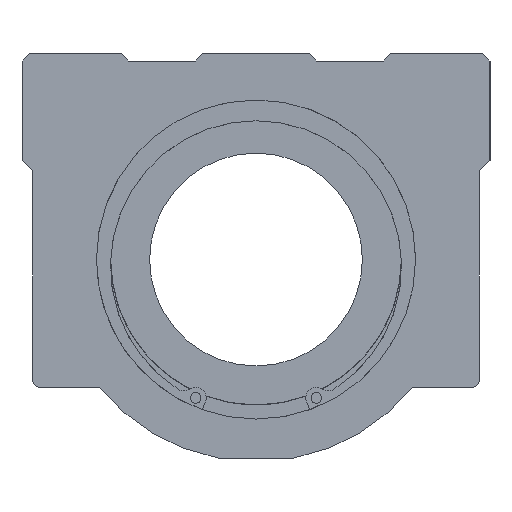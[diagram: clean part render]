
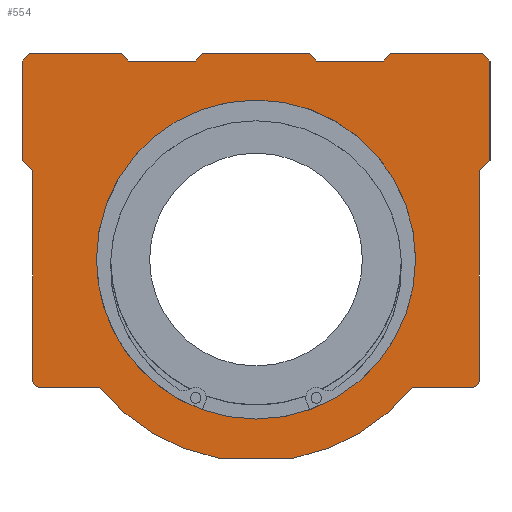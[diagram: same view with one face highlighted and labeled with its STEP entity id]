
A CAD part, left-side view. The second image highlights one B-rep face of the part: STEP entity #554.
In plain terms, the highlighted planar face has unit normal (-1, 0, 0).
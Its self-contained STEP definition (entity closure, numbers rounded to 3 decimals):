
#470=CIRCLE('',#4624,45.);
#475=CIRCLE('',#4639,2.);
#482=CIRCLE('',#4649,2.);
#483=CIRCLE('',#4651,57.);
#484=CIRCLE('',#4652,57.);
#554=ADVANCED_FACE('',(#970,#971),#794,.F.);
#794=PLANE('',#4653);
#970=FACE_BOUND('',#1119,.T.);
#971=FACE_BOUND('',#1120,.T.);
#1119=EDGE_LOOP('',(#2375,#2376,#2377,#2378,#2379,#2380,#2381,#2382,#2383,
#2384,#2385,#2386,#2387,#2388,#2389,#2390,#2391,#2392,#2393,#2394,#2395,
#2396,#2397,#2398));
#1120=EDGE_LOOP('',(#2399));
#1384=LINE('',#6004,#1690);
#1421=LINE('',#6423,#1727);
#1444=LINE('',#6617,#1750);
#1446=LINE('',#6624,#1752);
#1473=LINE('',#6798,#1779);
#1479=LINE('',#6812,#1785);
#1482=LINE('',#6817,#1788);
#1485=LINE('',#6823,#1791);
#1486=LINE('',#6825,#1792);
#1492=LINE('',#6845,#1798);
#1503=LINE('',#6875,#1809);
#1504=LINE('',#6878,#1810);
#1505=LINE('',#6880,#1811);
#1506=LINE('',#6882,#1812);
#1507=LINE('',#6883,#1813);
#1508=LINE('',#6884,#1814);
#1509=LINE('',#6886,#1815);
#1510=LINE('',#6888,#1816);
#1511=LINE('',#6890,#1817);
#1512=LINE('',#6892,#1818);
#1690=VECTOR('',#4842,1.);
#1727=VECTOR('',#4881,1.);
#1750=VECTOR('',#4910,1.);
#1752=VECTOR('',#4916,1.);
#1779=VECTOR('',#5125,1.);
#1785=VECTOR('',#5133,1.);
#1788=VECTOR('',#5138,1.);
#1791=VECTOR('',#5143,1.);
#1792=VECTOR('',#5146,1.);
#1798=VECTOR('',#5164,1.);
#1809=VECTOR('',#5193,1.);
#1810=VECTOR('',#5196,1.);
#1811=VECTOR('',#5197,1.);
#1812=VECTOR('',#5198,1.);
#1813=VECTOR('',#5199,1.);
#1814=VECTOR('',#5200,1.);
#1815=VECTOR('',#5201,1.);
#1816=VECTOR('',#5202,1.);
#1817=VECTOR('',#5203,1.);
#1818=VECTOR('',#5204,1.);
#2375=ORIENTED_EDGE('',*,*,#3895,.F.);
#2376=ORIENTED_EDGE('',*,*,#3900,.F.);
#2377=ORIENTED_EDGE('',*,*,#3916,.F.);
#2378=ORIENTED_EDGE('',*,*,#3917,.F.);
#2379=ORIENTED_EDGE('',*,*,#3918,.F.);
#2380=ORIENTED_EDGE('',*,*,#3795,.F.);
#2381=ORIENTED_EDGE('',*,*,#3915,.F.);
#2382=ORIENTED_EDGE('',*,*,#3695,.F.);
#2383=ORIENTED_EDGE('',*,*,#3919,.F.);
#2384=ORIENTED_EDGE('',*,*,#3920,.F.);
#2385=ORIENTED_EDGE('',*,*,#3921,.F.);
#2386=ORIENTED_EDGE('',*,*,#3792,.F.);
#2387=ORIENTED_EDGE('',*,*,#3922,.F.);
#2388=ORIENTED_EDGE('',*,*,#3890,.F.);
#2389=ORIENTED_EDGE('',*,*,#3883,.F.);
#2390=ORIENTED_EDGE('',*,*,#3886,.F.);
#2391=ORIENTED_EDGE('',*,*,#3877,.F.);
#2392=ORIENTED_EDGE('',*,*,#3889,.F.);
#2393=ORIENTED_EDGE('',*,*,#3923,.F.);
#2394=ORIENTED_EDGE('',*,*,#3924,.F.);
#2395=ORIENTED_EDGE('',*,*,#3925,.F.);
#2396=ORIENTED_EDGE('',*,*,#3926,.F.);
#2397=ORIENTED_EDGE('',*,*,#3927,.F.);
#2398=ORIENTED_EDGE('',*,*,#3758,.F.);
#2399=ORIENTED_EDGE('',*,*,#3873,.T.);
#3283=VERTEX_POINT('',#5999);
#3285=VERTEX_POINT('',#6003);
#3347=VERTEX_POINT('',#6421);
#3349=VERTEX_POINT('',#6424);
#3380=VERTEX_POINT('',#6612);
#3382=VERTEX_POINT('',#6616);
#3384=VERTEX_POINT('',#6622);
#3386=VERTEX_POINT('',#6625);
#3441=VERTEX_POINT('',#6789);
#3442=VERTEX_POINT('',#6799);
#3443=VERTEX_POINT('',#6800);
#3448=VERTEX_POINT('',#6811);
#3449=VERTEX_POINT('',#6813);
#3451=VERTEX_POINT('',#6822);
#3452=VERTEX_POINT('',#6826);
#3455=VERTEX_POINT('',#6834);
#3459=VERTEX_POINT('',#6844);
#3469=VERTEX_POINT('',#6874);
#3470=VERTEX_POINT('',#6876);
#3471=VERTEX_POINT('',#6879);
#3472=VERTEX_POINT('',#6881);
#3473=VERTEX_POINT('',#6885);
#3474=VERTEX_POINT('',#6887);
#3475=VERTEX_POINT('',#6889);
#3476=VERTEX_POINT('',#6891);
#3695=EDGE_CURVE('',#3285,#3283,#1384,.T.);
#3758=EDGE_CURVE('',#3347,#3349,#1421,.T.);
#3792=EDGE_CURVE('',#3382,#3380,#1444,.T.);
#3795=EDGE_CURVE('',#3384,#3386,#1446,.T.);
#3873=EDGE_CURVE('',#3441,#3441,#470,.T.);
#3877=EDGE_CURVE('',#3442,#3443,#1473,.T.);
#3883=EDGE_CURVE('',#3448,#3449,#1479,.T.);
#3886=EDGE_CURVE('',#3443,#3448,#1482,.T.);
#3889=EDGE_CURVE('',#3451,#3442,#1485,.T.);
#3890=EDGE_CURVE('',#3449,#3452,#1486,.T.);
#3895=EDGE_CURVE('',#3455,#3347,#475,.T.);
#3900=EDGE_CURVE('',#3459,#3455,#1492,.T.);
#3915=EDGE_CURVE('',#3283,#3384,#482,.T.);
#3916=EDGE_CURVE('',#3469,#3459,#483,.T.);
#3917=EDGE_CURVE('',#3470,#3469,#1503,.T.);
#3918=EDGE_CURVE('',#3386,#3470,#484,.T.);
#3919=EDGE_CURVE('',#3471,#3285,#1504,.T.);
#3920=EDGE_CURVE('',#3472,#3471,#1505,.T.);
#3921=EDGE_CURVE('',#3380,#3472,#1506,.T.);
#3922=EDGE_CURVE('',#3452,#3382,#1507,.T.);
#3923=EDGE_CURVE('',#3473,#3451,#1508,.T.);
#3924=EDGE_CURVE('',#3474,#3473,#1509,.T.);
#3925=EDGE_CURVE('',#3475,#3474,#1510,.T.);
#3926=EDGE_CURVE('',#3476,#3475,#1511,.T.);
#3927=EDGE_CURVE('',#3349,#3476,#1512,.T.);
#4624=AXIS2_PLACEMENT_3D('',#6788,#5107,#5108);
#4639=AXIS2_PLACEMENT_3D('',#6835,#5154,#5155);
#4649=AXIS2_PLACEMENT_3D('',#6871,#5187,#5188);
#4651=AXIS2_PLACEMENT_3D('',#6873,#5191,#5192);
#4652=AXIS2_PLACEMENT_3D('',#6877,#5194,#5195);
#4653=AXIS2_PLACEMENT_3D('',#6893,#5205,#5206);
#4842=DIRECTION('',(0.,0.,-1.));
#4881=DIRECTION('',(0.,0.,1.));
#4910=DIRECTION('',(0.,-1.,0.));
#4916=DIRECTION('',(0.,1.,0.));
#5107=DIRECTION('',(1.,0.,0.));
#5108=DIRECTION('',(0.,-1.,0.));
#5125=DIRECTION('',(0.,-0.707,0.707));
#5133=DIRECTION('',(0.,-0.707,-0.707));
#5138=DIRECTION('',(0.,-1.,0.));
#5143=DIRECTION('',(0.,-1.,0.));
#5146=DIRECTION('',(0.,-1.,0.));
#5154=DIRECTION('',(1.,0.,0.));
#5155=DIRECTION('',(0.,0.707,-0.707));
#5164=DIRECTION('',(0.,1.,0.));
#5187=DIRECTION('',(1.,0.,0.));
#5188=DIRECTION('',(0.,-0.707,-0.707));
#5191=DIRECTION('',(1.,0.,0.));
#5192=DIRECTION('',(0.,0.186,-0.982));
#5193=DIRECTION('',(0.,1.,0.));
#5194=DIRECTION('',(1.,0.,0.));
#5195=DIRECTION('',(0.,0.186,-0.982));
#5196=DIRECTION('',(0.,0.707,-0.707));
#5197=DIRECTION('',(0.,0.,-1.));
#5198=DIRECTION('',(0.,-0.707,-0.707));
#5199=DIRECTION('',(0.,-0.707,0.707));
#5200=DIRECTION('',(0.,-0.707,-0.707));
#5201=DIRECTION('',(0.,-1.,0.));
#5202=DIRECTION('',(0.,-0.707,0.707));
#5203=DIRECTION('',(0.,0.,1.));
#5204=DIRECTION('',(0.,0.707,0.707));
#5205=DIRECTION('',(1.,0.,0.));
#5206=DIRECTION('',(0.,0.,-1.));
#5999=CARTESIAN_POINT('',(0.,-63.,-34.));
#6003=CARTESIAN_POINT('',(0.,-63.,25.));
#6004=CARTESIAN_POINT('',(0.,-63.,25.));
#6421=CARTESIAN_POINT('',(0.,63.,-34.));
#6423=CARTESIAN_POINT('',(0.,63.,-34.));
#6424=CARTESIAN_POINT('',(0.,63.,25.));
#6612=CARTESIAN_POINT('',(0.,-64.,58.));
#6616=CARTESIAN_POINT('',(0.,-38.,58.));
#6617=CARTESIAN_POINT('',(0.,-38.,58.));
#6622=CARTESIAN_POINT('',(0.,-61.,-36.));
#6624=CARTESIAN_POINT('',(0.,-61.,-36.));
#6625=CARTESIAN_POINT('',(0.,-44.193,-36.));
#6788=CARTESIAN_POINT('',(0.,0.,0.));
#6789=CARTESIAN_POINT('',(0.,45.,0.));
#6798=CARTESIAN_POINT('',(0.,17.,56.));
#6799=CARTESIAN_POINT('',(0.,17.,56.));
#6800=CARTESIAN_POINT('',(0.,15.,58.));
#6811=CARTESIAN_POINT('',(0.,-15.,58.));
#6812=CARTESIAN_POINT('',(0.,-15.,58.));
#6813=CARTESIAN_POINT('',(0.,-17.,56.));
#6817=CARTESIAN_POINT('',(0.,15.,58.));
#6822=CARTESIAN_POINT('',(0.,36.,56.));
#6823=CARTESIAN_POINT('',(0.,36.,56.));
#6825=CARTESIAN_POINT('',(0.,-17.,56.));
#6826=CARTESIAN_POINT('',(0.,-36.,56.));
#6834=CARTESIAN_POINT('',(0.,61.,-36.));
#6835=CARTESIAN_POINT('',(0.,61.,-34.));
#6844=CARTESIAN_POINT('',(0.,44.193,-36.));
#6845=CARTESIAN_POINT('',(0.,44.193,-36.));
#6871=CARTESIAN_POINT('',(0.,-61.,-34.));
#6873=CARTESIAN_POINT('',(0.,0.,0.));
#6874=CARTESIAN_POINT('',(0.,10.63,-56.));
#6875=CARTESIAN_POINT('',(0.,-10.63,-56.));
#6876=CARTESIAN_POINT('',(0.,-10.63,-56.));
#6877=CARTESIAN_POINT('',(0.,0.,0.));
#6878=CARTESIAN_POINT('',(0.,-66.,28.));
#6879=CARTESIAN_POINT('',(0.,-66.,28.));
#6880=CARTESIAN_POINT('',(0.,-66.,56.));
#6881=CARTESIAN_POINT('',(0.,-66.,56.));
#6882=CARTESIAN_POINT('',(0.,-64.,58.));
#6883=CARTESIAN_POINT('',(0.,-36.,56.));
#6884=CARTESIAN_POINT('',(0.,38.,58.));
#6885=CARTESIAN_POINT('',(0.,38.,58.));
#6886=CARTESIAN_POINT('',(0.,64.,58.));
#6887=CARTESIAN_POINT('',(0.,64.,58.));
#6888=CARTESIAN_POINT('',(0.,66.,56.));
#6889=CARTESIAN_POINT('',(0.,66.,56.));
#6890=CARTESIAN_POINT('',(0.,66.,28.));
#6891=CARTESIAN_POINT('',(0.,66.,28.));
#6892=CARTESIAN_POINT('',(0.,63.,25.));
#6893=CARTESIAN_POINT('',(0.,0.,6.61));
